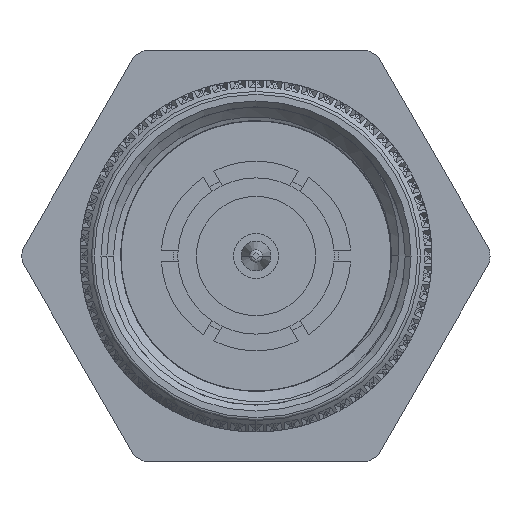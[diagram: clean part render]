
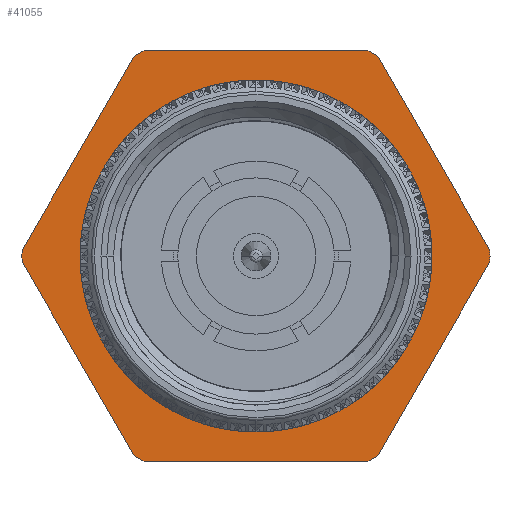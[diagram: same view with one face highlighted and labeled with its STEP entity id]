
A CAD part, left-side view. The second image highlights one B-rep face of the part: STEP entity #41055.
In plain terms, the highlighted face is planar.
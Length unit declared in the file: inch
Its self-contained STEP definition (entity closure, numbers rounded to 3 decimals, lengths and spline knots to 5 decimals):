
#588 = EDGE_CURVE ( 'NONE', #42406, #26158, #5245, .T. ) ;
#608 = VERTEX_POINT ( 'NONE', #20601 ) ;
#1090 = EDGE_CURVE ( 'NONE', #67227, #100209, #70228, .T. ) ;
#1469 = CARTESIAN_POINT ( 'NONE',  ( 0.93213, 0., 0. ) ) ;
#2735 = CIRCLE ( 'NONE', #42730, 0.25033 ) ;
#3876 = DIRECTION ( 'NONE',  ( 0., 0., 1. ) ) ;
#3921 = DIRECTION ( 'NONE',  ( 0., 0., 1. ) ) ;
#3969 = ORIENTED_EDGE ( 'NONE', *, *, #59558, .T. ) ;
#4395 = VERTEX_POINT ( 'NONE', #87287 ) ;
#5245 = LINE ( 'NONE', #88469, #47750 ) ;
#5659 = ORIENTED_EDGE ( 'NONE', *, *, #7090, .F. ) ;
#6083 = CARTESIAN_POINT ( 'NONE',  ( 0.93213, 0.3396, 0. ) ) ;
#6362 = CIRCLE ( 'NONE', #90314, 0.39233 ) ;
#7090 = EDGE_CURVE ( 'NONE', #42406, #27247, #49744, .T. ) ;
#7145 = CARTESIAN_POINT ( 'NONE',  ( 0.93213, 0.33485, -0.20446 ) ) ;
#9103 = DIRECTION ( 'NONE',  ( -1., 0., 0. ) ) ;
#10776 = FACE_OUTER_BOUND ( 'NONE', #62662, .T. ) ;
#11192 = DIRECTION ( 'NONE',  ( 0., 0.866, 0.5 ) ) ;
#11662 = DIRECTION ( 'NONE',  ( -1., 0., 0. ) ) ;
#12228 = ORIENTED_EDGE ( 'NONE', *, *, #84512, .T. ) ;
#13301 = LINE ( 'NONE', #43369, #26659 ) ;
#13355 = DIRECTION ( 'NONE',  ( 0., 0., 1. ) ) ;
#13751 = CARTESIAN_POINT ( 'NONE',  ( 0.93213, 0.33485, 0.20446 ) ) ;
#15369 = CIRCLE ( 'NONE', #33186, 0.39233 ) ;
#17808 = ORIENTED_EDGE ( 'NONE', *, *, #42059, .T. ) ;
#20049 = CARTESIAN_POINT ( 'NONE',  ( 0.93213, 0., -0.25033 ) ) ;
#20346 = EDGE_CURVE ( 'NONE', #86050, #65056, #56543, .T. ) ;
#20601 = CARTESIAN_POINT ( 'NONE',  ( 0.93213, 0., 0.25033 ) ) ;
#23436 = VECTOR ( 'NONE', #3921, 39.37008 ) ;
#24720 = ORIENTED_EDGE ( 'NONE', *, *, #35717, .F. ) ;
#25339 = FACE_BOUND ( 'NONE', #73734, .T. ) ;
#26136 = DIRECTION ( 'NONE',  ( 0., 0., 1. ) ) ;
#26158 = VERTEX_POINT ( 'NONE', #110006 ) ;
#26659 = VECTOR ( 'NONE', #70835, 39.37008 ) ;
#27247 = VERTEX_POINT ( 'NONE', #40910 ) ;
#27441 = DIRECTION ( 'NONE',  ( -1., 0., 0. ) ) ;
#27669 = CARTESIAN_POINT ( 'NONE',  ( 0.93213, 0., 0. ) ) ;
#28217 = VERTEX_POINT ( 'NONE', #39130 ) ;
#29494 = CARTESIAN_POINT ( 'NONE',  ( 0.93213, 0., 0. ) ) ;
#31713 = LINE ( 'NONE', #39538, #84714 ) ;
#32409 = AXIS2_PLACEMENT_3D ( 'NONE', #27669, #79631, #62259 ) ;
#33186 = AXIS2_PLACEMENT_3D ( 'NONE', #40273, #40972, #100751 ) ;
#33979 = ORIENTED_EDGE ( 'NONE', *, *, #588, .T. ) ;
#33981 = DIRECTION ( 'NONE',  ( 0., 0., 1. ) ) ;
#35717 = EDGE_CURVE ( 'NONE', #4395, #105949, #15369, .T. ) ;
#35849 = CARTESIAN_POINT ( 'NONE',  ( 0.93213, -0.34449, 0.18776 ) ) ;
#37283 = AXIS2_PLACEMENT_3D ( 'NONE', #6083, #49928, #66593 ) ;
#38827 = CARTESIAN_POINT ( 'NONE',  ( 0.93213, 0., -0.39233 ) ) ;
#39130 = CARTESIAN_POINT ( 'NONE',  ( 0.93213, 0.00964, 0.39222 ) ) ;
#39538 = CARTESIAN_POINT ( 'NONE',  ( 0.93213, -0.34449, -0.19889 ) ) ;
#40273 = CARTESIAN_POINT ( 'NONE',  ( 0.93213, 0., 0. ) ) ;
#40568 = AXIS2_PLACEMENT_3D ( 'NONE', #1469, #52774, #103193 ) ;
#40910 = CARTESIAN_POINT ( 'NONE',  ( 0.93213, -0.34449, -0.18776 ) ) ;
#40972 = DIRECTION ( 'NONE',  ( -1., 0., 0. ) ) ;
#41055 = ADVANCED_FACE ( 'NONE', ( #25339, #10776 ), #65521, .F. ) ;
#42059 = EDGE_CURVE ( 'NONE', #608, #78727, #80948, .T. ) ;
#42406 = VERTEX_POINT ( 'NONE', #96257 ) ;
#42730 = AXIS2_PLACEMENT_3D ( 'NONE', #86448, #27441, #45630 ) ;
#42850 = CARTESIAN_POINT ( 'NONE',  ( 0.93213, 0., 0. ) ) ;
#43369 = CARTESIAN_POINT ( 'NONE',  ( 0.93213, -0.34449, 0.19889 ) ) ;
#44136 = DIRECTION ( 'NONE',  ( 0., -0.866, 0.5 ) ) ;
#45368 = AXIS2_PLACEMENT_3D ( 'NONE', #42850, #9103, #26136 ) ;
#45630 = DIRECTION ( 'NONE',  ( 0., 0., 1. ) ) ;
#47750 = VECTOR ( 'NONE', #97441, 39.37008 ) ;
#47823 = DIRECTION ( 'NONE',  ( -1., 0., 0. ) ) ;
#48805 = DIRECTION ( 'NONE',  ( 0., 0., -1. ) ) ;
#49744 = CIRCLE ( 'NONE', #40568, 0.39233 ) ;
#49928 = DIRECTION ( 'NONE',  ( -1., 0., 0. ) ) ;
#51398 = AXIS2_PLACEMENT_3D ( 'NONE', #99034, #47823, #13355 ) ;
#52028 = LINE ( 'NONE', #77156, #58669 ) ;
#52774 = DIRECTION ( 'NONE',  ( -1., 0., 0. ) ) ;
#53333 = ORIENTED_EDGE ( 'NONE', *, *, #78265, .F. ) ;
#54872 = CARTESIAN_POINT ( 'NONE',  ( 0.93213, 0.34449, 0.19889 ) ) ;
#56543 = CIRCLE ( 'NONE', #107528, 0.39233 ) ;
#57259 = VECTOR ( 'NONE', #11192, 39.37008 ) ;
#57857 = VERTEX_POINT ( 'NONE', #35849 ) ;
#58669 = VECTOR ( 'NONE', #44136, 39.37008 ) ;
#59558 = EDGE_CURVE ( 'NONE', #84781, #79384, #13301, .T. ) ;
#60245 = ORIENTED_EDGE ( 'NONE', *, *, #104997, .T. ) ;
#62073 = CARTESIAN_POINT ( 'NONE',  ( 0.93213, 0.34449, -0.19889 ) ) ;
#62259 = DIRECTION ( 'NONE',  ( 0., 0., 1. ) ) ;
#62519 = CARTESIAN_POINT ( 'NONE',  ( 0.93213, 0., 0. ) ) ;
#62662 = EDGE_LOOP ( 'NONE', ( #96288, #93183, #86589, #3969, #78828, #97497, #5659, #33979, #53333, #24720, #78859, #101812, #12228 ) ) ;
#63343 = DIRECTION ( 'NONE',  ( -1., 0., 0. ) ) ;
#63530 = CARTESIAN_POINT ( 'NONE',  ( 0.93213, -0.33485, 0.20446 ) ) ;
#64047 = EDGE_CURVE ( 'NONE', #84781, #28217, #104669, .T. ) ;
#65056 = VERTEX_POINT ( 'NONE', #107573 ) ;
#65521 = PLANE ( 'NONE',  #37283 ) ;
#66593 = DIRECTION ( 'NONE',  ( 0., 0., 1. ) ) ;
#67227 = VERTEX_POINT ( 'NONE', #87437 ) ;
#70228 = CIRCLE ( 'NONE', #51398, 0.39233 ) ;
#70835 = DIRECTION ( 'NONE',  ( 0., -0.866, -0.5 ) ) ;
#71008 = DIRECTION ( 'NONE',  ( 0., 0., 1. ) ) ;
#72796 = EDGE_CURVE ( 'NONE', #86050, #28217, #52028, .T. ) ;
#73734 = EDGE_LOOP ( 'NONE', ( #17808, #60245 ) ) ;
#75115 = EDGE_CURVE ( 'NONE', #57857, #27247, #31713, .T. ) ;
#75559 = CARTESIAN_POINT ( 'NONE',  ( 0.93213, 0., 0. ) ) ;
#77112 = EDGE_CURVE ( 'NONE', #4395, #100209, #102302, .T. ) ;
#77156 = CARTESIAN_POINT ( 'NONE',  ( 0.93213, 0., 0.39778 ) ) ;
#78265 = EDGE_CURVE ( 'NONE', #105949, #26158, #108874, .T. ) ;
#78727 = VERTEX_POINT ( 'NONE', #20049 ) ;
#78828 = ORIENTED_EDGE ( 'NONE', *, *, #79822, .F. ) ;
#78859 = ORIENTED_EDGE ( 'NONE', *, *, #77112, .T. ) ;
#79384 = VERTEX_POINT ( 'NONE', #63530 ) ;
#79631 = DIRECTION ( 'NONE',  ( -1., 0., 0. ) ) ;
#79822 = EDGE_CURVE ( 'NONE', #57857, #79384, #6362, .T. ) ;
#80948 = CIRCLE ( 'NONE', #32409, 0.25033 ) ;
#84512 = EDGE_CURVE ( 'NONE', #67227, #65056, #96542, .T. ) ;
#84714 = VECTOR ( 'NONE', #48805, 39.37008 ) ;
#84781 = VERTEX_POINT ( 'NONE', #92896 ) ;
#84790 = DIRECTION ( 'NONE',  ( -1., 0., 0. ) ) ;
#86050 = VERTEX_POINT ( 'NONE', #13751 ) ;
#86448 = CARTESIAN_POINT ( 'NONE',  ( 0.93213, 0., 0. ) ) ;
#86589 = ORIENTED_EDGE ( 'NONE', *, *, #64047, .F. ) ;
#87287 = CARTESIAN_POINT ( 'NONE',  ( 0.93213, 0.00964, -0.39222 ) ) ;
#87437 = CARTESIAN_POINT ( 'NONE',  ( 0.93213, 0.34449, -0.18776 ) ) ;
#88469 = CARTESIAN_POINT ( 'NONE',  ( 0.93213, 0., -0.39778 ) ) ;
#90314 = AXIS2_PLACEMENT_3D ( 'NONE', #75559, #84790, #33981 ) ;
#92896 = CARTESIAN_POINT ( 'NONE',  ( 0.93213, -0.00964, 0.39222 ) ) ;
#93183 = ORIENTED_EDGE ( 'NONE', *, *, #72796, .T. ) ;
#96257 = CARTESIAN_POINT ( 'NONE',  ( 0.93213, -0.33485, -0.20446 ) ) ;
#96288 = ORIENTED_EDGE ( 'NONE', *, *, #20346, .F. ) ;
#96542 = LINE ( 'NONE', #54872, #23436 ) ;
#97441 = DIRECTION ( 'NONE',  ( 0., 0.866, -0.5 ) ) ;
#97497 = ORIENTED_EDGE ( 'NONE', *, *, #75115, .T. ) ;
#99034 = CARTESIAN_POINT ( 'NONE',  ( 0.93213, 0., 0. ) ) ;
#100209 = VERTEX_POINT ( 'NONE', #7145 ) ;
#100751 = DIRECTION ( 'NONE',  ( 0., 0., 1. ) ) ;
#101812 = ORIENTED_EDGE ( 'NONE', *, *, #1090, .F. ) ;
#102302 = LINE ( 'NONE', #62073, #57259 ) ;
#103193 = DIRECTION ( 'NONE',  ( 0., 0., 1. ) ) ;
#104669 = CIRCLE ( 'NONE', #106578, 0.39233 ) ;
#104997 = EDGE_CURVE ( 'NONE', #78727, #608, #2735, .T. ) ;
#105949 = VERTEX_POINT ( 'NONE', #38827 ) ;
#106578 = AXIS2_PLACEMENT_3D ( 'NONE', #29494, #63343, #3876 ) ;
#107528 = AXIS2_PLACEMENT_3D ( 'NONE', #62519, #11662, #71008 ) ;
#107573 = CARTESIAN_POINT ( 'NONE',  ( 0.93213, 0.34449, 0.18776 ) ) ;
#108874 = CIRCLE ( 'NONE', #45368, 0.39233 ) ;
#110006 = CARTESIAN_POINT ( 'NONE',  ( 0.93213, -0.00964, -0.39222 ) ) ;
